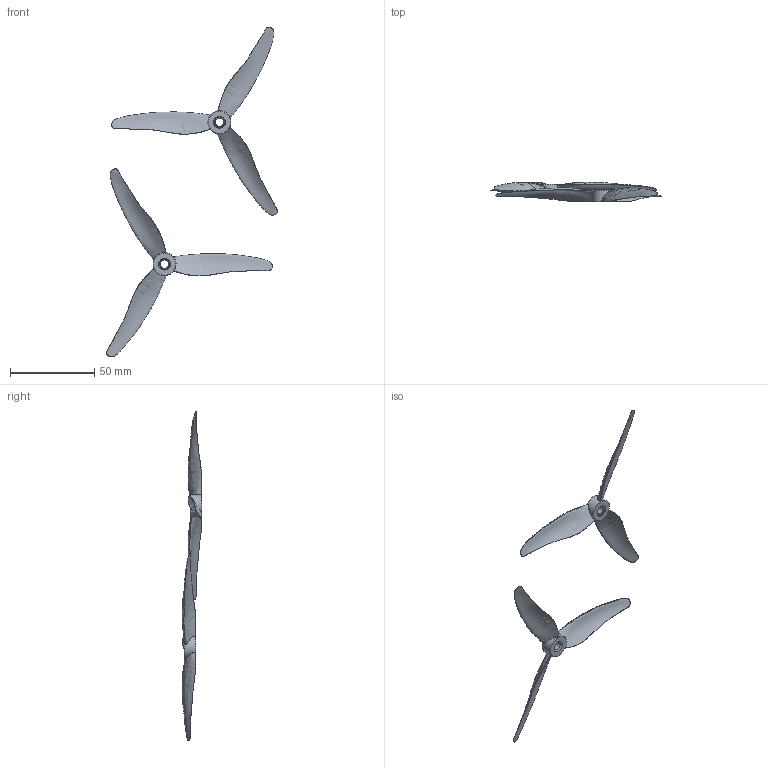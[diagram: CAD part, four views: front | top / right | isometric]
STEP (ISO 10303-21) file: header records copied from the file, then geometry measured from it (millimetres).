
FILE_DESCRIPTION(/* description */ (''),/* implementation_level */ '2;1');
FILE_NAME(/* name */ 'Gemfan Hurricane 51466.step',/* time_stamp */ '2020-07-16T16:43:08+08:00',/* author */ (''),/* organization */ (''),/* preprocessor_version */ 'ST-DEVELOPER v18.1',/* originating_system */ 'Autodesk Translation Framework v9.3.0.1241',/* authorisation */ '');
FILE_SCHEMA (('AUTOMOTIVE_DESIGN { 1 0 10303 214 3 1 1 }'));
Length unit declared in the file: millimetre
Products named in the file (5): Gemfan Hurricane; [CW] Gemfan Hurricane 51466; Static; [CCW] Gemfan Hurricane 51466; Static (1)
Assembly tree (4 placements, depth 3):
  Gemfan Hurricane
    [CW] Gemfan Hurricane 51466
      Static
    [CCW] Gemfan Hurricane 51466
      Static (1)
Bounding box: 101.71 x 11.76 x 195.86 mm (x, y, z)
Volume: 6550.4 mm3; surface area: 9455.3 mm2
Topology: 2 solids, 2 shells, 586 faces, 1546 edges, 992 vertices
Faces by surface type: bspline 264, plane 236, torus 40, cylinder 26, sphere 12, cone 8
Full cylindrical faces by diameter (mm): 5 x2
Entity records: 29682 total; most frequent: CARTESIAN_POINT 17576, ORIENTED_EDGE 3068, EDGE_CURVE 1534, DIRECTION 1466, VERTEX_POINT 992, B_SPLINE_CURVE_WITH_KNOTS 912, EDGE_LOOP 630, FACE_OUTER_BOUND 586
